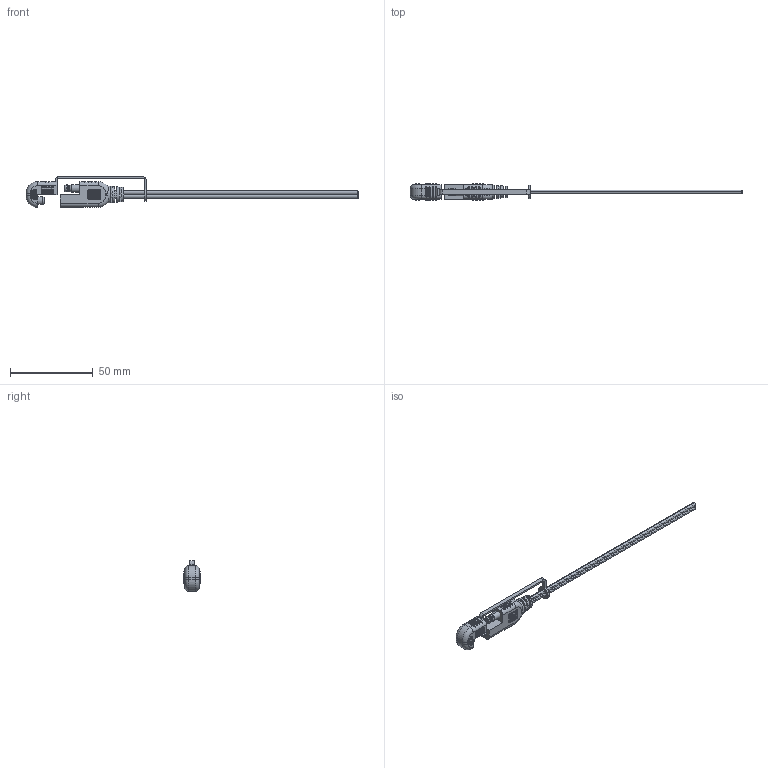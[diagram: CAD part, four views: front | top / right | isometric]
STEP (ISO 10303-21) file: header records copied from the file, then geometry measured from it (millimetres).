
FILE_DESCRIPTION (( 'STEP AP203' ), '1' );
FILE_NAME ('10-02407_revA.STEP', '2017-04-27T21:00:56', ( '' ), ( '' ), 'SwSTEP 2.0', 'SolidWorks 2015', '' );
FILE_SCHEMA (( 'CONFIG_CONTROL_DESIGN' ));
Length unit declared in the file: millimetre
Products named in the file (5): 50-00550; 55-00059_Spec Tail; 10-02407_revA; 30-00792_blunt cut; 24-00176_Spec
Assembly tree (4 placements, depth 2):
  10-02407_revA
    30-00792_blunt cut
    24-00176_Spec
    55-00059_Spec Tail
    50-00550
Bounding box: 201.2 x 10 x 18.5 mm (x, y, z)
Volume: 6270.3 mm3; surface area: 18817.3 mm2
Topology: 57 solids, 57 shells, 893 faces, 2089 edges, 1344 vertices
Faces by surface type: cylinder 389, plane 258, torus 177, bspline 51, cone 18
Entity records: 29292 total; most frequent: CARTESIAN_POINT 8137, DIRECTION 4498, ORIENTED_EDGE 4178, EDGE_CURVE 2089, AXIS2_PLACEMENT_3D 1914, VERTEX_POINT 1344, CIRCLE 1065, EDGE_LOOP 1029
